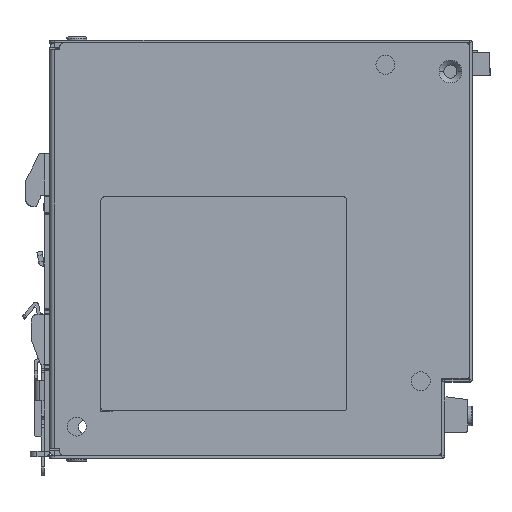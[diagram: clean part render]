
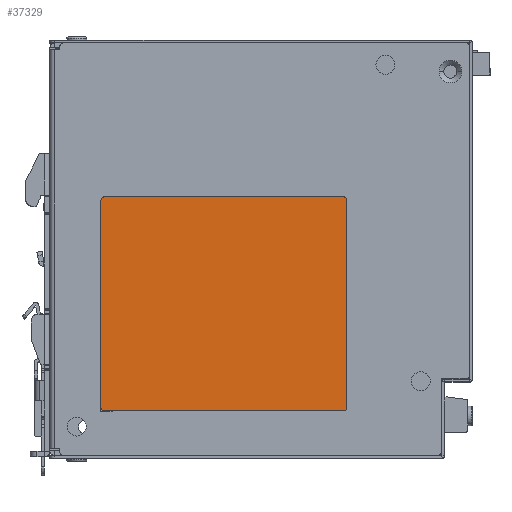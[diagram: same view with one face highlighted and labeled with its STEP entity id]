
A CAD part, top view. The second image highlights one B-rep face of the part: STEP entity #37329.
In plain terms, the highlighted planar face has unit normal (0, 0, 1).
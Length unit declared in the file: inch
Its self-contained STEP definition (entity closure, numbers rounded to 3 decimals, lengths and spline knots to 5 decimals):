
#9118 = CARTESIAN_POINT ( 'NONE',  ( 0.64501, 5.48819, 0.00197 ) ) ;
#9760 = CARTESIAN_POINT ( 'NONE',  ( 3.44029, 3.02756, 0.00197 ) ) ;
#11989 = DIRECTION ( 'NONE',  ( 0., 1., 0. ) ) ;
#12522 = DIRECTION ( 'NONE',  ( 0., 1., 0. ) ) ;
#13193 = LINE ( 'NONE', #107979, #62159 ) ;
#14002 = VERTEX_POINT ( 'NONE', #81220 ) ;
#16404 = CARTESIAN_POINT ( 'NONE',  ( 0.64501, 2.98819, 0.00197 ) ) ;
#16518 = ORIENTED_EDGE ( 'NONE', *, *, #33344, .T. ) ;
#18678 = VERTEX_POINT ( 'NONE', #95293 ) ;
#19402 = EDGE_LOOP ( 'NONE', ( #16518, #118818, #111482, #84265, #23997, #77945, #85830, #113967 ) ) ;
#21068 = CARTESIAN_POINT ( 'NONE',  ( 0.60564, 5.44882, 0.00197 ) ) ;
#22571 = PLANE ( 'NONE',  #84984 ) ;
#23085 = AXIS2_PLACEMENT_3D ( 'NONE', #122152, #81519, #70711 ) ;
#23606 = VERTEX_POINT ( 'NONE', #51775 ) ;
#23997 = ORIENTED_EDGE ( 'NONE', *, *, #123667, .T. ) ;
#28469 = DIRECTION ( 'NONE',  ( -1., 0., 0. ) ) ;
#33344 = EDGE_CURVE ( 'NONE', #23606, #42889, #60303, .T. ) ;
#33764 = EDGE_CURVE ( 'NONE', #18678, #23606, #94668, .T. ) ;
#34284 = DIRECTION ( 'NONE',  ( 0., 0., 1. ) ) ;
#36275 = AXIS2_PLACEMENT_3D ( 'NONE', #41791, #83182, #73033 ) ;
#36543 = AXIS2_PLACEMENT_3D ( 'NONE', #9760, #103853, #124167 ) ;
#36772 = DIRECTION ( 'NONE',  ( 0., 0., 1. ) ) ;
#37329 = ADVANCED_FACE ( 'NONE', ( #95743 ), #22571, .T. ) ;
#41791 = CARTESIAN_POINT ( 'NONE',  ( 3.44029, 5.44882, 0.00197 ) ) ;
#42889 = VERTEX_POINT ( 'NONE', #9118 ) ;
#45103 = VERTEX_POINT ( 'NONE', #73031 ) ;
#51775 = CARTESIAN_POINT ( 'NONE',  ( 3.44029, 5.48819, 0.00197 ) ) ;
#54858 = AXIS2_PLACEMENT_3D ( 'NONE', #127082, #34284, #11989 ) ;
#56363 = CARTESIAN_POINT ( 'NONE',  ( 2.04265, 4.23819, 0.00197 ) ) ;
#57387 = VERTEX_POINT ( 'NONE', #89394 ) ;
#58050 = EDGE_CURVE ( 'NONE', #104105, #14002, #94940, .T. ) ;
#60303 = LINE ( 'NONE', #121284, #81651 ) ;
#62159 = VECTOR ( 'NONE', #12522, 39.37008 ) ;
#64782 = EDGE_CURVE ( 'NONE', #42889, #57387, #111123, .T. ) ;
#69065 = EDGE_CURVE ( 'NONE', #14002, #18678, #13193, .T. ) ;
#69116 = VECTOR ( 'NONE', #83451, 39.37008 ) ;
#70711 = DIRECTION ( 'NONE',  ( -1., 0., 0. ) ) ;
#73031 = CARTESIAN_POINT ( 'NONE',  ( 0.60564, 3.02756, 0.00197 ) ) ;
#73033 = DIRECTION ( 'NONE',  ( 1., 0., 0. ) ) ;
#73784 = EDGE_CURVE ( 'NONE', #45103, #98663, #103229, .T. ) ;
#76390 = EDGE_CURVE ( 'NONE', #57387, #45103, #95578, .T. ) ;
#77945 = ORIENTED_EDGE ( 'NONE', *, *, #58050, .T. ) ;
#81220 = CARTESIAN_POINT ( 'NONE',  ( 3.47966, 3.02756, 0.00197 ) ) ;
#81519 = DIRECTION ( 'NONE',  ( 0., 0., 1. ) ) ;
#81651 = VECTOR ( 'NONE', #28469, 39.37008 ) ;
#83182 = DIRECTION ( 'NONE',  ( 0., 0., 1. ) ) ;
#83451 = DIRECTION ( 'NONE',  ( 0., -1., 0. ) ) ;
#83891 = VECTOR ( 'NONE', #98998, 39.37008 ) ;
#84265 = ORIENTED_EDGE ( 'NONE', *, *, #73784, .T. ) ;
#84984 = AXIS2_PLACEMENT_3D ( 'NONE', #56363, #36772, #118034 ) ;
#85830 = ORIENTED_EDGE ( 'NONE', *, *, #69065, .T. ) ;
#89394 = CARTESIAN_POINT ( 'NONE',  ( 0.60564, 5.44882, 0.00197 ) ) ;
#94668 = CIRCLE ( 'NONE', #36275, 0.03937 ) ;
#94940 = CIRCLE ( 'NONE', #36543, 0.03937 ) ;
#95293 = CARTESIAN_POINT ( 'NONE',  ( 3.47966, 5.44882, 0.00197 ) ) ;
#95578 = LINE ( 'NONE', #21068, #69116 ) ;
#95743 = FACE_OUTER_BOUND ( 'NONE', #19402, .T. ) ;
#98663 = VERTEX_POINT ( 'NONE', #109274 ) ;
#98998 = DIRECTION ( 'NONE',  ( 1., 0., 0. ) ) ;
#103229 = CIRCLE ( 'NONE', #23085, 0.03937 ) ;
#103853 = DIRECTION ( 'NONE',  ( 0., 0., 1. ) ) ;
#104105 = VERTEX_POINT ( 'NONE', #106725 ) ;
#106725 = CARTESIAN_POINT ( 'NONE',  ( 3.44029, 2.98819, 0.00197 ) ) ;
#107979 = CARTESIAN_POINT ( 'NONE',  ( 3.47966, 3.02756, 0.00197 ) ) ;
#109274 = CARTESIAN_POINT ( 'NONE',  ( 0.64501, 2.98819, 0.00197 ) ) ;
#111123 = CIRCLE ( 'NONE', #54858, 0.03937 ) ;
#111482 = ORIENTED_EDGE ( 'NONE', *, *, #76390, .T. ) ;
#113967 = ORIENTED_EDGE ( 'NONE', *, *, #33764, .T. ) ;
#118034 = DIRECTION ( 'NONE',  ( 1., 0., 0. ) ) ;
#118818 = ORIENTED_EDGE ( 'NONE', *, *, #64782, .T. ) ;
#119280 = LINE ( 'NONE', #16404, #83891 ) ;
#121284 = CARTESIAN_POINT ( 'NONE',  ( 3.44029, 5.48819, 0.00197 ) ) ;
#122152 = CARTESIAN_POINT ( 'NONE',  ( 0.64501, 3.02756, 0.00197 ) ) ;
#123667 = EDGE_CURVE ( 'NONE', #98663, #104105, #119280, .T. ) ;
#124167 = DIRECTION ( 'NONE',  ( 0., -1., 0. ) ) ;
#127082 = CARTESIAN_POINT ( 'NONE',  ( 0.64501, 5.44882, 0.00197 ) ) ;
